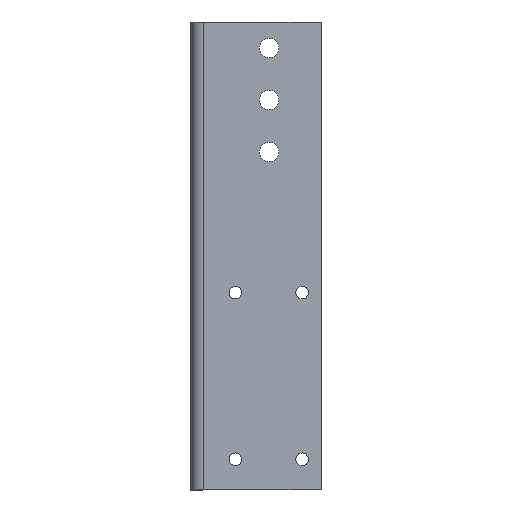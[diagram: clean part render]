
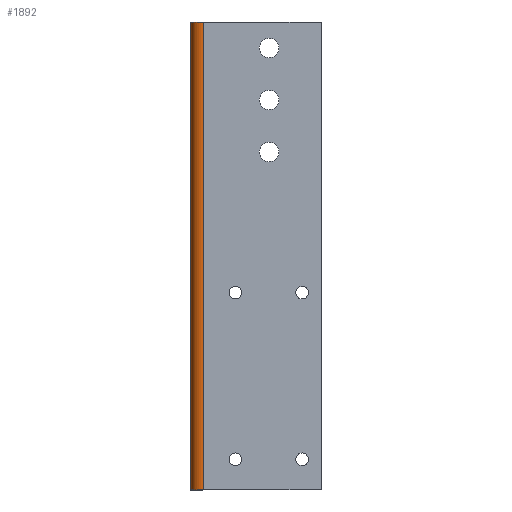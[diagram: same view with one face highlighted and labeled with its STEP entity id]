
A CAD part, left-side view. The second image highlights one B-rep face of the part: STEP entity #1892.
In plain terms, the highlighted cylindrical face has radius 3.099 mm (diameter 6.198 mm), a partial arc.
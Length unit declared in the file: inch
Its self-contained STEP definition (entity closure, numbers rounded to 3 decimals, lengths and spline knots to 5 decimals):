
#13 = VERTEX_POINT ( 'NONE', #1743 ) ;
#42 = CARTESIAN_POINT ( 'NONE',  ( 1.25, 0., 0. ) ) ;
#51 = DIRECTION ( 'NONE',  ( 0., 0., 1. ) ) ;
#301 = CARTESIAN_POINT ( 'NONE',  ( 1.25, -0.122, 3.00252 ) ) ;
#302 = AXIS2_PLACEMENT_3D ( 'NONE', #1707, #1722, #1808 ) ;
#368 = ORIENTED_EDGE ( 'NONE', *, *, #1099, .T. ) ;
#451 = ORIENTED_EDGE ( 'NONE', *, *, #2089, .F. ) ;
#463 = VECTOR ( 'NONE', #51, 39.37008 ) ;
#552 = CIRCLE ( 'NONE', #1908, 0.122 ) ;
#658 = CARTESIAN_POINT ( 'NONE',  ( 1.25, 0., -3.75 ) ) ;
#708 = CARTESIAN_POINT ( 'NONE',  ( 1.128, -0.122, -3.75 ) ) ;
#806 = DIRECTION ( 'NONE',  ( 0., 0., -1. ) ) ;
#845 = VERTEX_POINT ( 'NONE', #2159 ) ;
#849 = VERTEX_POINT ( 'NONE', #658 ) ;
#859 = DIRECTION ( 'NONE',  ( -1., 0., 0. ) ) ;
#862 = VERTEX_POINT ( 'NONE', #708 ) ;
#898 = AXIS2_PLACEMENT_3D ( 'NONE', #301, #806, #1316 ) ;
#1025 = CARTESIAN_POINT ( 'NONE',  ( 1.128, -0.122, 0. ) ) ;
#1082 = DIRECTION ( 'NONE',  ( 0., 0., 1. ) ) ;
#1099 = EDGE_CURVE ( 'NONE', #862, #13, #1709, .T. ) ;
#1157 = EDGE_CURVE ( 'NONE', #849, #845, #1302, .T. ) ;
#1258 = EDGE_LOOP ( 'NONE', ( #1366, #451, #368, #2093 ) ) ;
#1302 = LINE ( 'NONE', #42, #463 ) ;
#1316 = DIRECTION ( 'NONE',  ( -1., 0., 0. ) ) ;
#1366 = ORIENTED_EDGE ( 'NONE', *, *, #1157, .F. ) ;
#1627 = CYLINDRICAL_SURFACE ( 'NONE', #898, 0.122 ) ;
#1707 = CARTESIAN_POINT ( 'NONE',  ( 1.25, -0.122, -3.75 ) ) ;
#1709 = LINE ( 'NONE', #1025, #2233 ) ;
#1722 = DIRECTION ( 'NONE',  ( 0., 0., -1. ) ) ;
#1730 = CARTESIAN_POINT ( 'NONE',  ( 1.25, -0.122, 0.75 ) ) ;
#1743 = CARTESIAN_POINT ( 'NONE',  ( 1.128, -0.122, 0.75 ) ) ;
#1757 = CIRCLE ( 'NONE', #302, 0.122 ) ;
#1808 = DIRECTION ( 'NONE',  ( -1., 0., 0. ) ) ;
#1892 = ADVANCED_FACE ( 'NONE', ( #2260 ), #1627, .T. ) ;
#1908 = AXIS2_PLACEMENT_3D ( 'NONE', #1730, #2155, #859 ) ;
#1951 = EDGE_CURVE ( 'NONE', #845, #13, #552, .T. ) ;
#2089 = EDGE_CURVE ( 'NONE', #862, #849, #1757, .T. ) ;
#2093 = ORIENTED_EDGE ( 'NONE', *, *, #1951, .F. ) ;
#2155 = DIRECTION ( 'NONE',  ( 0., 0., 1. ) ) ;
#2159 = CARTESIAN_POINT ( 'NONE',  ( 1.25, 0., 0.75 ) ) ;
#2233 = VECTOR ( 'NONE', #1082, 39.37008 ) ;
#2260 = FACE_OUTER_BOUND ( 'NONE', #1258, .T. ) ;
